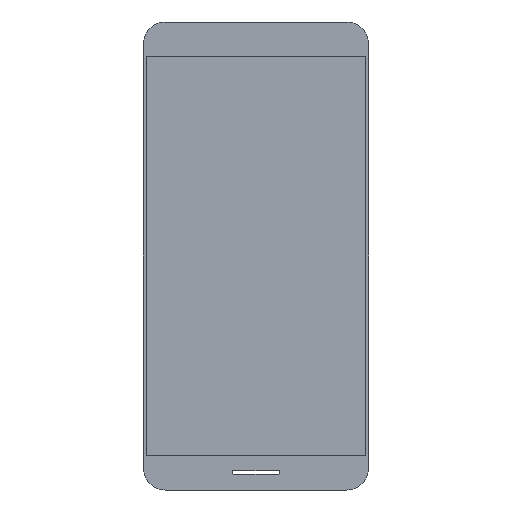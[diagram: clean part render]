
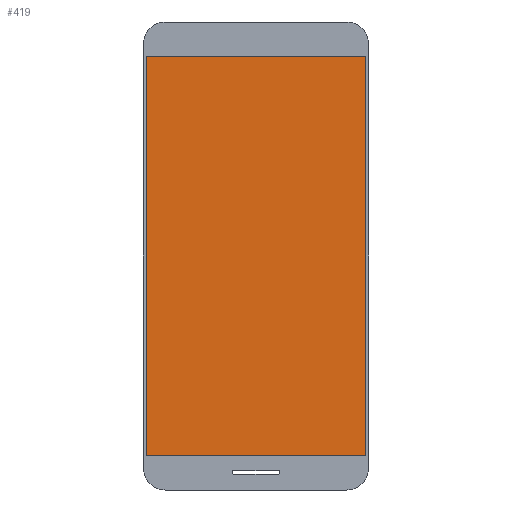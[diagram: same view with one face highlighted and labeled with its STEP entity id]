
A CAD part, front view. The second image highlights one B-rep face of the part: STEP entity #419.
In plain terms, the highlighted planar face has unit normal (0, -1, 0).
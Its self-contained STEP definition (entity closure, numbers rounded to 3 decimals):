
#47=FACE_OUTER_BOUND('',#70,.T.);
#70=EDGE_LOOP('',(#296,#297,#298,#299));
#94=LINE('',#623,#138);
#98=LINE('',#630,#142);
#100=LINE('',#635,#144);
#103=LINE('',#639,#147);
#138=VECTOR('',#497,10.);
#142=VECTOR('',#503,10.);
#144=VECTOR('',#507,10.);
#147=VECTOR('',#512,10.);
#182=VERTEX_POINT('',#620);
#183=VERTEX_POINT('',#622);
#185=VERTEX_POINT('',#628);
#187=VERTEX_POINT('',#634);
#222=EDGE_CURVE('',#183,#182,#94,.T.);
#226=EDGE_CURVE('',#182,#185,#98,.T.);
#228=EDGE_CURVE('',#187,#183,#100,.T.);
#231=EDGE_CURVE('',#185,#187,#103,.T.);
#296=ORIENTED_EDGE('',*,*,#231,.T.);
#297=ORIENTED_EDGE('',*,*,#228,.T.);
#298=ORIENTED_EDGE('',*,*,#222,.T.);
#299=ORIENTED_EDGE('',*,*,#226,.T.);
#404=PLANE('',#456);
#419=ADVANCED_FACE('',(#47),#404,.T.);
#456=AXIS2_PLACEMENT_3D('',#640,#513,#514);
#497=DIRECTION('',(0.,0.,1.));
#503=DIRECTION('',(-1.,0.,0.));
#507=DIRECTION('',(1.,0.,0.));
#512=DIRECTION('',(0.,0.,-1.));
#513=DIRECTION('center_axis',(0.,-1.,0.));
#514=DIRECTION('ref_axis',(0.,0.,-1.));
#620=CARTESIAN_POINT('',(35.125,-1.35,63.9));
#622=CARTESIAN_POINT('',(35.125,-1.35,-63.9));
#623=CARTESIAN_POINT('',(35.125,-1.35,31.95));
#628=CARTESIAN_POINT('',(-35.125,-1.35,63.9));
#630=CARTESIAN_POINT('',(-17.563,-1.35,63.9));
#634=CARTESIAN_POINT('',(-35.125,-1.35,-63.9));
#635=CARTESIAN_POINT('',(17.563,-1.35,-63.9));
#639=CARTESIAN_POINT('',(-35.125,-1.35,-31.95));
#640=CARTESIAN_POINT('Origin',(0.,-1.35,0.));
